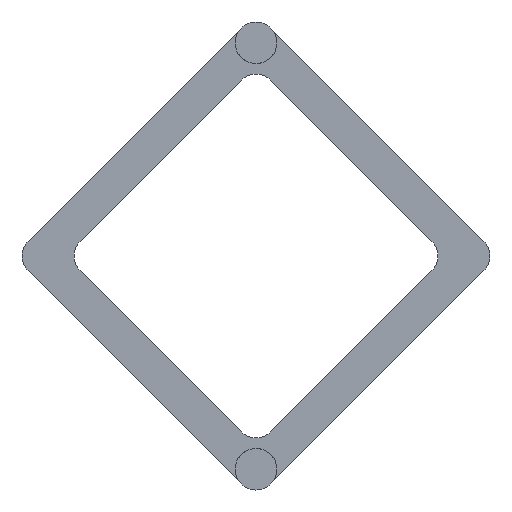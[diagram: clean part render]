
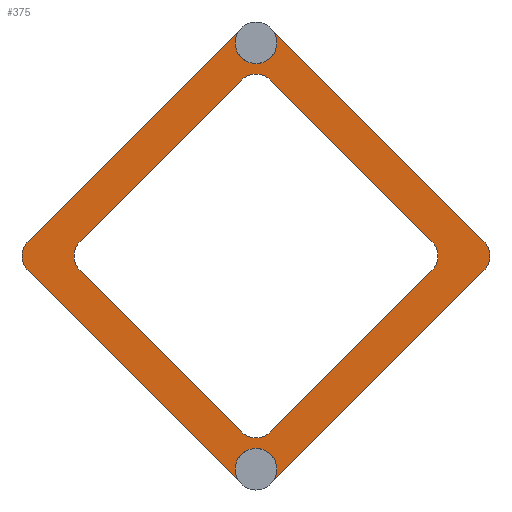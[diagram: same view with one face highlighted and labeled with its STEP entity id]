
A CAD part, front view. The second image highlights one B-rep face of the part: STEP entity #375.
In plain terms, the highlighted planar face has unit normal (0, -1, 0).
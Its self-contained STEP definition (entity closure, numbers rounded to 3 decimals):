
#15=FACE_BOUND('',#60,.T.);
#22=PLANE('',#425);
#39=FACE_OUTER_BOUND('',#59,.T.);
#59=EDGE_LOOP('',(#289,#290,#291,#292,#293,#294,#295,#296,#297,#298));
#60=EDGE_LOOP('',(#299,#300,#301,#302,#303,#304,#305,#306));
#73=LINE('',#573,#107);
#79=LINE('',#588,#113);
#83=LINE('',#600,#117);
#86=LINE('',#609,#120);
#89=LINE('',#621,#123);
#92=LINE('',#627,#126);
#93=LINE('',#633,#127);
#94=LINE('',#637,#128);
#107=VECTOR('',#457,10.);
#113=VECTOR('',#471,10.);
#117=VECTOR('',#483,10.);
#120=VECTOR('',#494,10.);
#123=VECTOR('',#505,10.);
#126=VECTOR('',#510,10.);
#127=VECTOR('',#515,10.);
#128=VECTOR('',#518,10.);
#139=CIRCLE('',#406,1.2);
#141=CIRCLE('',#410,1.2);
#143=CIRCLE('',#414,1.2);
#145=CIRCLE('',#418,1.2);
#148=CIRCLE('',#423,1.2);
#149=CIRCLE('',#426,1.2);
#150=CIRCLE('',#427,1.2);
#151=CIRCLE('',#428,1.2);
#152=CIRCLE('',#429,1.2);
#153=CIRCLE('',#430,1.2);
#159=VERTEX_POINT('',#563);
#160=VERTEX_POINT('',#564);
#163=VERTEX_POINT('',#572);
#165=VERTEX_POINT('',#578);
#166=VERTEX_POINT('',#579);
#169=VERTEX_POINT('',#590);
#170=VERTEX_POINT('',#591);
#173=VERTEX_POINT('',#602);
#177=VERTEX_POINT('',#614);
#178=VERTEX_POINT('',#616);
#179=VERTEX_POINT('',#620);
#181=VERTEX_POINT('',#626);
#182=VERTEX_POINT('',#628);
#183=VERTEX_POINT('',#630);
#184=VERTEX_POINT('',#632);
#185=VERTEX_POINT('',#634);
#186=VERTEX_POINT('',#636);
#187=VERTEX_POINT('',#638);
#195=EDGE_CURVE('',#159,#160,#139,.T.);
#199=EDGE_CURVE('',#160,#163,#73,.T.);
#202=EDGE_CURVE('',#165,#166,#141,.T.);
#207=EDGE_CURVE('',#166,#159,#79,.T.);
#208=EDGE_CURVE('',#169,#170,#143,.T.);
#213=EDGE_CURVE('',#170,#165,#83,.T.);
#214=EDGE_CURVE('',#163,#173,#145,.T.);
#218=EDGE_CURVE('',#173,#169,#86,.T.);
#221=EDGE_CURVE('',#177,#178,#148,.T.);
#223=EDGE_CURVE('',#178,#179,#89,.T.);
#226=EDGE_CURVE('',#181,#177,#92,.T.);
#227=EDGE_CURVE('',#181,#182,#149,.T.);
#228=EDGE_CURVE('',#182,#183,#150,.T.);
#229=EDGE_CURVE('',#184,#183,#93,.T.);
#230=EDGE_CURVE('',#185,#184,#151,.T.);
#231=EDGE_CURVE('',#186,#185,#94,.T.);
#232=EDGE_CURVE('',#186,#187,#152,.T.);
#233=EDGE_CURVE('',#187,#179,#153,.T.);
#289=ORIENTED_EDGE('',*,*,#221,.F.);
#290=ORIENTED_EDGE('',*,*,#226,.F.);
#291=ORIENTED_EDGE('',*,*,#227,.T.);
#292=ORIENTED_EDGE('',*,*,#228,.T.);
#293=ORIENTED_EDGE('',*,*,#229,.F.);
#294=ORIENTED_EDGE('',*,*,#230,.F.);
#295=ORIENTED_EDGE('',*,*,#231,.F.);
#296=ORIENTED_EDGE('',*,*,#232,.T.);
#297=ORIENTED_EDGE('',*,*,#233,.T.);
#298=ORIENTED_EDGE('',*,*,#223,.F.);
#299=ORIENTED_EDGE('',*,*,#202,.F.);
#300=ORIENTED_EDGE('',*,*,#213,.F.);
#301=ORIENTED_EDGE('',*,*,#208,.F.);
#302=ORIENTED_EDGE('',*,*,#218,.F.);
#303=ORIENTED_EDGE('',*,*,#214,.F.);
#304=ORIENTED_EDGE('',*,*,#199,.F.);
#305=ORIENTED_EDGE('',*,*,#195,.F.);
#306=ORIENTED_EDGE('',*,*,#207,.F.);
#375=ADVANCED_FACE('',(#39,#15),#22,.F.);
#406=AXIS2_PLACEMENT_3D('',#565,#449,#450);
#410=AXIS2_PLACEMENT_3D('',#580,#462,#463);
#414=AXIS2_PLACEMENT_3D('',#592,#474,#475);
#418=AXIS2_PLACEMENT_3D('',#603,#486,#487);
#423=AXIS2_PLACEMENT_3D('',#617,#500,#501);
#425=AXIS2_PLACEMENT_3D('',#625,#508,#509);
#426=AXIS2_PLACEMENT_3D('',#629,#511,#512);
#427=AXIS2_PLACEMENT_3D('',#631,#513,#514);
#428=AXIS2_PLACEMENT_3D('',#635,#516,#517);
#429=AXIS2_PLACEMENT_3D('',#639,#519,#520);
#430=AXIS2_PLACEMENT_3D('',#640,#521,#522);
#449=DIRECTION('center_axis',(0.,-1.,0.));
#450=DIRECTION('ref_axis',(0.,0.,1.));
#457=DIRECTION('',(-0.707,0.,-0.707));
#462=DIRECTION('center_axis',(0.,-1.,0.));
#463=DIRECTION('ref_axis',(1.,0.,0.));
#471=DIRECTION('',(-0.707,0.,0.707));
#474=DIRECTION('center_axis',(0.,-1.,0.));
#475=DIRECTION('ref_axis',(0.,0.,-1.));
#483=DIRECTION('',(0.707,0.,0.707));
#486=DIRECTION('center_axis',(0.,-1.,0.));
#487=DIRECTION('ref_axis',(-1.,0.,0.));
#494=DIRECTION('',(0.707,0.,-0.707));
#500=DIRECTION('center_axis',(0.,1.,0.));
#501=DIRECTION('ref_axis',(1.,0.,0.));
#505=DIRECTION('',(-0.707,0.,-0.707));
#508=DIRECTION('center_axis',(0.,1.,0.));
#509=DIRECTION('ref_axis',(0.,0.,1.));
#510=DIRECTION('',(0.707,0.,-0.707));
#511=DIRECTION('center_axis',(0.,1.,0.));
#512=DIRECTION('ref_axis',(-1.,0.,0.));
#513=DIRECTION('center_axis',(0.,1.,0.));
#514=DIRECTION('ref_axis',(-1.,0.,0.));
#515=DIRECTION('',(0.707,0.,0.707));
#516=DIRECTION('center_axis',(0.,1.,0.));
#517=DIRECTION('ref_axis',(-1.,0.,0.));
#518=DIRECTION('',(-0.707,0.,0.707));
#519=DIRECTION('center_axis',(0.,1.,0.));
#520=DIRECTION('ref_axis',(-1.,0.,0.));
#521=DIRECTION('center_axis',(0.,1.,0.));
#522=DIRECTION('ref_axis',(-1.,0.,0.));
#563=CARTESIAN_POINT('',(-32.151,0.,43.151));
#564=CARTESIAN_POINT('',(-33.849,0.,43.151));
#565=CARTESIAN_POINT('Origin',(-33.,0.,42.303));
#572=CARTESIAN_POINT('',(-43.151,0.,33.849));
#573=CARTESIAN_POINT('',(-33.,0.,44.));
#578=CARTESIAN_POINT('',(-22.849,0.,32.151));
#579=CARTESIAN_POINT('',(-22.849,0.,33.849));
#580=CARTESIAN_POINT('Origin',(-23.697,0.,33.));
#588=CARTESIAN_POINT('',(-22.,0.,33.));
#590=CARTESIAN_POINT('',(-33.849,0.,22.849));
#591=CARTESIAN_POINT('',(-32.151,0.,22.849));
#592=CARTESIAN_POINT('Origin',(-33.,0.,23.697));
#600=CARTESIAN_POINT('',(-33.,0.,22.));
#602=CARTESIAN_POINT('',(-43.151,0.,32.151));
#603=CARTESIAN_POINT('Origin',(-42.303,0.,33.));
#609=CARTESIAN_POINT('',(-44.,0.,33.));
#614=CARTESIAN_POINT('',(-19.849,0.,33.849));
#616=CARTESIAN_POINT('',(-19.849,0.,32.151));
#617=CARTESIAN_POINT('Origin',(-20.697,0.,33.));
#620=CARTESIAN_POINT('',(-32.151,0.,19.851));
#621=CARTESIAN_POINT('',(-19.,0.,33.));
#625=CARTESIAN_POINT('Origin',(-33.,0.,33.));
#626=CARTESIAN_POINT('',(-32.151,0.,46.149));
#627=CARTESIAN_POINT('',(-33.,0.,47.));
#628=CARTESIAN_POINT('',(-31.8,0.,45.3));
#629=CARTESIAN_POINT('Origin',(-33.,0.,45.3));
#630=CARTESIAN_POINT('',(-33.849,0.,46.149));
#631=CARTESIAN_POINT('Origin',(-33.,0.,45.3));
#632=CARTESIAN_POINT('',(-46.151,0.,33.849));
#633=CARTESIAN_POINT('',(-47.,0.,33.));
#634=CARTESIAN_POINT('',(-46.151,0.,32.151));
#635=CARTESIAN_POINT('Origin',(-45.303,0.,33.));
#636=CARTESIAN_POINT('',(-33.849,0.,19.851));
#637=CARTESIAN_POINT('',(-33.,0.,19.));
#638=CARTESIAN_POINT('',(-31.8,0.,20.7));
#639=CARTESIAN_POINT('Origin',(-33.,0.,20.7));
#640=CARTESIAN_POINT('Origin',(-33.,0.,20.7));
